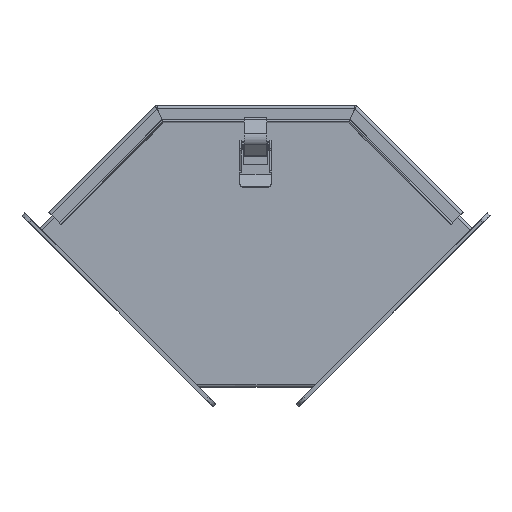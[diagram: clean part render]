
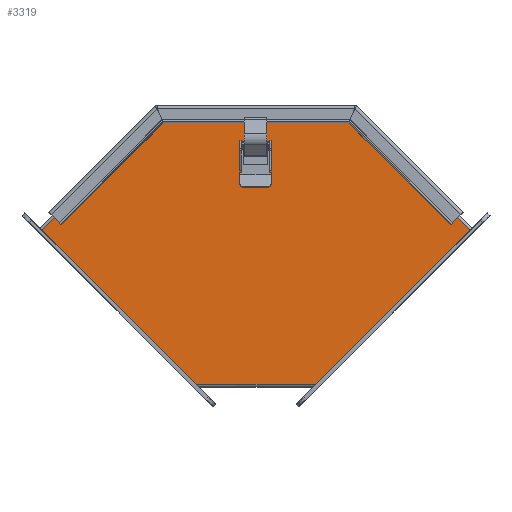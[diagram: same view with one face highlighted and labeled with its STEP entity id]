
A CAD part, front view. The second image highlights one B-rep face of the part: STEP entity #3319.
In plain terms, the highlighted planar face has unit normal (0, -1, 0).
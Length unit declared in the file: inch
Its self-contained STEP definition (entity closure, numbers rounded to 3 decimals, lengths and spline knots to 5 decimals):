
#250 = CARTESIAN_POINT ( 'NONE',  ( -3.44797, -4., 9.746 ) ) ;
#504 = DIRECTION ( 'NONE',  ( -0.707, 0., 0.707 ) ) ;
#648 = VECTOR ( 'NONE', #11215, 39.37008 ) ;
#770 = DIRECTION ( 'NONE',  ( -1., 0., 0. ) ) ;
#1079 = LINE ( 'NONE', #3934, #648 ) ;
#1106 = AXIS2_PLACEMENT_3D ( 'NONE', #5430, #10246, #4502 ) ;
#1217 = VERTEX_POINT ( 'NONE', #6472 ) ;
#1651 = ORIENTED_EDGE ( 'NONE', *, *, #5675, .T. ) ;
#1692 = CARTESIAN_POINT ( 'NONE',  ( -2.141, -4., 0.108 ) ) ;
#1882 = CARTESIAN_POINT ( 'NONE',  ( 2.033, -4., 0. ) ) ;
#2064 = LINE ( 'NONE', #5061, #10574 ) ;
#2364 = ORIENTED_EDGE ( 'NONE', *, *, #5685, .F. ) ;
#2640 = VECTOR ( 'NONE', #504, 39.37008 ) ;
#2892 = EDGE_CURVE ( 'NONE', #6403, #8760, #10876, .T. ) ;
#3319 = ADVANCED_FACE ( 'NONE', ( #3646 ), #11108, .T. ) ;
#3349 = VECTOR ( 'NONE', #9350, 39.37008 ) ;
#3612 = EDGE_LOOP ( 'NONE', ( #5110, #6369, #1651, #4755, #3677, #2364 ) ) ;
#3646 = FACE_OUTER_BOUND ( 'NONE', #3612, .T. ) ;
#3660 = VECTOR ( 'NONE', #770, 39.37008 ) ;
#3677 = ORIENTED_EDGE ( 'NONE', *, *, #6344, .T. ) ;
#3771 = DIRECTION ( 'NONE',  ( -0.707, 0., -0.707 ) ) ;
#3934 = CARTESIAN_POINT ( 'NONE',  ( -7.75, -4., 0.108 ) ) ;
#4502 = DIRECTION ( 'NONE',  ( 0., 0., -1. ) ) ;
#4672 = LINE ( 'NONE', #8158, #3660 ) ;
#4755 = ORIENTED_EDGE ( 'NONE', *, *, #5822, .F. ) ;
#5061 = CARTESIAN_POINT ( 'NONE',  ( -7.68985, -4., 5.65685 ) ) ;
#5110 = ORIENTED_EDGE ( 'NONE', *, *, #2892, .T. ) ;
#5263 = CARTESIAN_POINT ( 'NONE',  ( 7.61349, -4., 5.58049 ) ) ;
#5430 = CARTESIAN_POINT ( 'NONE',  ( -7.75, -4., 9.854 ) ) ;
#5664 = CARTESIAN_POINT ( 'NONE',  ( 7.61349, -4., 5.58049 ) ) ;
#5675 = EDGE_CURVE ( 'NONE', #11540, #7650, #10088, .T. ) ;
#5681 = LINE ( 'NONE', #1882, #3349 ) ;
#5685 = EDGE_CURVE ( 'NONE', #6403, #1217, #5681, .T. ) ;
#5735 = VECTOR ( 'NONE', #3771, 39.37008 ) ;
#5803 = DIRECTION ( 'NONE',  ( -0.707, 0., 0.707 ) ) ;
#5822 = EDGE_CURVE ( 'NONE', #8584, #7650, #2064, .T. ) ;
#6344 = EDGE_CURVE ( 'NONE', #8584, #1217, #1079, .T. ) ;
#6369 = ORIENTED_EDGE ( 'NONE', *, *, #7828, .T. ) ;
#6403 = VERTEX_POINT ( 'NONE', #5664 ) ;
#6472 = CARTESIAN_POINT ( 'NONE',  ( 2.141, -4., 0.108 ) ) ;
#7239 = CARTESIAN_POINT ( 'NONE',  ( 3.44797, -4., 9.746 ) ) ;
#7650 = VERTEX_POINT ( 'NONE', #9392 ) ;
#7828 = EDGE_CURVE ( 'NONE', #8760, #11540, #4672, .T. ) ;
#8142 = CARTESIAN_POINT ( 'NONE',  ( -3.44797, -4., 9.746 ) ) ;
#8158 = CARTESIAN_POINT ( 'NONE',  ( -7.75, -4., 9.746 ) ) ;
#8584 = VERTEX_POINT ( 'NONE', #1692 ) ;
#8760 = VERTEX_POINT ( 'NONE', #7239 ) ;
#9350 = DIRECTION ( 'NONE',  ( -0.707, 0., -0.707 ) ) ;
#9392 = CARTESIAN_POINT ( 'NONE',  ( -7.61349, -4., 5.58049 ) ) ;
#10088 = LINE ( 'NONE', #8142, #5735 ) ;
#10246 = DIRECTION ( 'NONE',  ( 0., -1., 0. ) ) ;
#10574 = VECTOR ( 'NONE', #5803, 39.37008 ) ;
#10876 = LINE ( 'NONE', #5263, #2640 ) ;
#11108 = PLANE ( 'NONE',  #1106 ) ;
#11215 = DIRECTION ( 'NONE',  ( 1., 0., 0. ) ) ;
#11540 = VERTEX_POINT ( 'NONE', #250 ) ;
